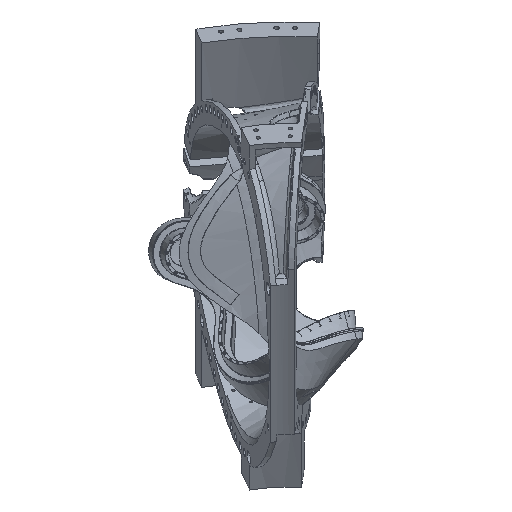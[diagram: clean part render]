
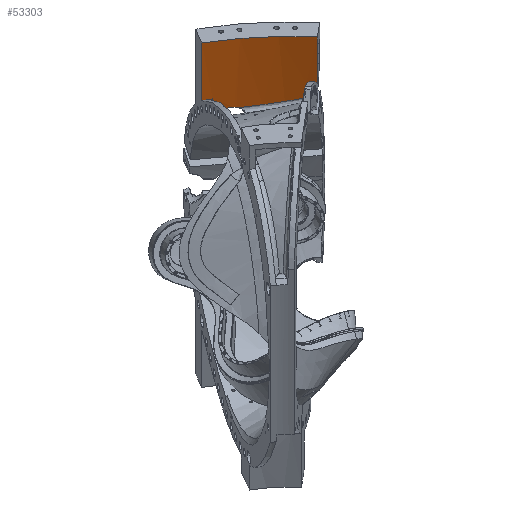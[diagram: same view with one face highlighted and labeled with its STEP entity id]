
A CAD part, isometric view. The second image highlights one B-rep face of the part: STEP entity #53303.
In plain terms, the highlighted cylindrical face has radius 1930.4 mm (diameter 3860.8 mm), a partial arc.
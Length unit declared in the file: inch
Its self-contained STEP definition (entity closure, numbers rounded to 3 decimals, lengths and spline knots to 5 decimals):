
#2670=CARTESIAN_POINT('',(56.56654,51.07643,34.39346));
#2671=CARTESIAN_POINT('',(56.75479,50.86902,34.38386));
#2672=CARTESIAN_POINT('',(57.1288,50.4523,34.36739));
#2673=CARTESIAN_POINT('',(57.68221,49.82185,34.35089));
#2674=CARTESIAN_POINT('',(58.04631,49.3977,34.34533));
#2675=CARTESIAN_POINT('',(58.22713,49.18471,34.34392));
#4206=DIRECTION('',(0.,0.,-1.));
#4207=VECTOR('',#4206,12.84358);
#4208=CARTESIAN_POINT('',(58.22713,49.18471,47.1875));
#4209=LINE('',#4208,#4207);
#8754=CARTESIAN_POINT('',(38.28868,65.81793,31.39376));
#8755=CARTESIAN_POINT('',(38.5291,65.67912,31.39376));
#8756=CARTESIAN_POINT('',(39.0085,65.39883,31.39596));
#8757=CARTESIAN_POINT('',(39.72308,64.97045,31.40586));
#8758=CARTESIAN_POINT('',(40.19654,64.67951,31.41687));
#8759=CARTESIAN_POINT('',(40.43251,64.53272,31.42347));
#10093=CARTESIAN_POINT('',(42.63621,63.10865,28.14987));
#10094=CARTESIAN_POINT('',(42.8433,62.96969,28.26896));
#10095=CARTESIAN_POINT('',(43.27195,62.67903,28.45739));
#10096=CARTESIAN_POINT('',(43.99148,62.17988,28.58075));
#10097=CARTESIAN_POINT('',(44.71149,61.66725,28.50338));
#10098=CARTESIAN_POINT('',(45.14342,61.35247,28.33761));
#10099=CARTESIAN_POINT('',(45.35273,61.19834,28.22799));
#10101=CARTESIAN_POINT('',(40.75238,64.33264,28.1607));
#10102=CARTESIAN_POINT('',(41.06296,64.13728,28.15439));
#10103=CARTESIAN_POINT('',(41.68875,63.73733,28.14971));
#10104=CARTESIAN_POINT('',(42.3193,63.3213,28.14786));
#10105=CARTESIAN_POINT('',(42.63621,63.10865,28.14987));
#10107=CARTESIAN_POINT('',(40.43251,64.53272,31.42347));
#10108=CARTESIAN_POINT('',(40.48788,64.49828,30.86566));
#10109=CARTESIAN_POINT('',(40.59718,64.43009,29.75836));
#10110=CARTESIAN_POINT('',(40.70085,64.36505,28.69333));
#10111=CARTESIAN_POINT('',(40.75238,64.33264,28.1607));
#10113=DIRECTION('',(0.,0.,-1.));
#10114=VECTOR('',#10113,15.79374);
#10115=CARTESIAN_POINT('',(38.28868,65.81793,47.1875));
#10116=LINE('',#10115,#10114);
#10117=CARTESIAN_POINT('',(0.28868,0.,47.1875));
#10118=DIRECTION('',(0.,0.,1.));
#10119=DIRECTION('',(0.762,0.647,0.));
#10120=AXIS2_PLACEMENT_3D('',#10117,#10118,#10119);
#10122=CARTESIAN_POINT('',(56.27315,51.39784,30.30813));
#10123=CARTESIAN_POINT('',(56.322,51.34462,30.99693));
#10124=CARTESIAN_POINT('',(56.41916,51.23851,32.3589));
#10125=CARTESIAN_POINT('',(56.51748,51.13049,33.71854));
#10126=CARTESIAN_POINT('',(56.56654,51.07643,34.39346));
#10128=CARTESIAN_POINT('',(45.35273,61.19834,28.22799));
#10129=CARTESIAN_POINT('',(46.87692,60.07596,28.30855));
#10130=CARTESIAN_POINT('',(49.70137,57.8214,28.58938));
#10131=CARTESIAN_POINT('',(53.33441,54.49162,29.32814));
#10132=CARTESIAN_POINT('',(55.35114,52.4021,29.96551));
#10133=CARTESIAN_POINT('',(56.27315,51.39784,30.30813));
#10155=CARTESIAN_POINT('',(42.63621,63.10865,28.14987));
#26639=CARTESIAN_POINT('',(40.43251,64.53272,31.42347));
#31525=CARTESIAN_POINT('',(38.28868,65.81793,47.1875));
#31527=VERTEX_POINT('',#31525);
#31533=CARTESIAN_POINT('',(58.22713,49.18471,47.1875));
#31535=VERTEX_POINT('',#31533);
#31549=CARTESIAN_POINT('',(38.28868,65.81793,31.39376));
#31550=VERTEX_POINT('',#31549);
#31551=CARTESIAN_POINT('',(58.22713,49.18471,34.34392));
#31552=VERTEX_POINT('',#31551);
#31623=CARTESIAN_POINT('',(40.75214,64.33279,28.16353));
#31624=VERTEX_POINT('',#31623);
#31626=VERTEX_POINT('',#26639);
#31695=VERTEX_POINT('',#10122);
#31696=VERTEX_POINT('',#10126);
#32035=VERTEX_POINT('',#10155);
#32038=VERTEX_POINT('',#10099);
#53281=CARTESIAN_POINT('',(0.28868,0.,50.));
#53282=DIRECTION('',(0.,0.,1.));
#53283=DIRECTION('',(0.,1.,0.));
#53284=AXIS2_PLACEMENT_3D('',#53281,#53282,#53283);
#53285=CYLINDRICAL_SURFACE('',#53284,76.);
#53287=ORIENTED_EDGE('',*,*,#53286,.F.);
#53289=ORIENTED_EDGE('',*,*,#53288,.F.);
#53291=ORIENTED_EDGE('',*,*,#53290,.F.);
#53292=ORIENTED_EDGE('',*,*,#51265,.F.);
#53293=ORIENTED_EDGE('',*,*,#43250,.F.);
#53294=ORIENTED_EDGE('',*,*,#53159,.F.);
#53295=ORIENTED_EDGE('',*,*,#42099,.T.);
#53296=ORIENTED_EDGE('',*,*,#38788,.F.);
#53298=ORIENTED_EDGE('',*,*,#53297,.F.);
#53300=ORIENTED_EDGE('',*,*,#53299,.F.);
#53301=EDGE_LOOP('',(#53287,#53289,#53291,#53292,#53293,#53294,#53295,#53296,
#53298,#53300));
#53302=FACE_OUTER_BOUND('',#53301,.F.);
#53303=ADVANCED_FACE('',(#53302),#53285,.F.);
#2676=B_SPLINE_CURVE_WITH_KNOTS('',3,(#2670,#2671,#2672,#2673,#2674,#2675),
.UNSPECIFIED.,.F.,.F.,(4,1,1,4),(0.,0.33333,0.66667,1.),
.UNSPECIFIED.);
#8760=B_SPLINE_CURVE_WITH_KNOTS('',3,(#8754,#8755,#8756,#8757,#8758,#8759),
.UNSPECIFIED.,.F.,.F.,(4,1,1,4),(0.,0.33333,0.66667,1.),
.UNSPECIFIED.);
#10100=B_SPLINE_CURVE_WITH_KNOTS('',3,(#10093,#10094,#10095,#10096,#10097,
#10098,#10099),.UNSPECIFIED.,.F.,.F.,(4,1,1,1,4),(0.,0.25,0.5,0.75,
1.),.UNSPECIFIED.);
#10106=B_SPLINE_CURVE_WITH_KNOTS('',3,(#10101,#10102,#10103,#10104,#10105),
.UNSPECIFIED.,.F.,.F.,(4,1,4),(0.,0.5,1.),.UNSPECIFIED.);
#10112=B_SPLINE_CURVE_WITH_KNOTS('',3,(#10107,#10108,#10109,#10110,#10111),
.UNSPECIFIED.,.F.,.F.,(4,1,4),(0.,0.5,1.),.UNSPECIFIED.);
#10121=CIRCLE('',#10120,76.);
#10127=B_SPLINE_CURVE_WITH_KNOTS('',3,(#10122,#10123,#10124,#10125,#10126),
.UNSPECIFIED.,.F.,.F.,(4,1,4),(0.,0.5,1.),.UNSPECIFIED.);
#10134=B_SPLINE_CURVE_WITH_KNOTS('',3,(#10128,#10129,#10130,#10131,#10132,
#10133),.UNSPECIFIED.,.F.,.F.,(4,1,1,4),(0.,0.33333,
0.66667,1.),.UNSPECIFIED.);
#38788=EDGE_CURVE('',#31696,#31552,#2676,.T.);
#42099=EDGE_CURVE('',#31535,#31552,#4209,.T.);
#43250=EDGE_CURVE('',#31527,#31550,#10116,.T.);
#51265=EDGE_CURVE('',#31550,#31626,#8760,.T.);
#53159=EDGE_CURVE('',#31535,#31527,#10121,.T.);
#53286=EDGE_CURVE('',#32035,#32038,#10100,.T.);
#53288=EDGE_CURVE('',#31624,#32035,#10106,.T.);
#53290=EDGE_CURVE('',#31626,#31624,#10112,.T.);
#53297=EDGE_CURVE('',#31695,#31696,#10127,.T.);
#53299=EDGE_CURVE('',#32038,#31695,#10134,.T.);
